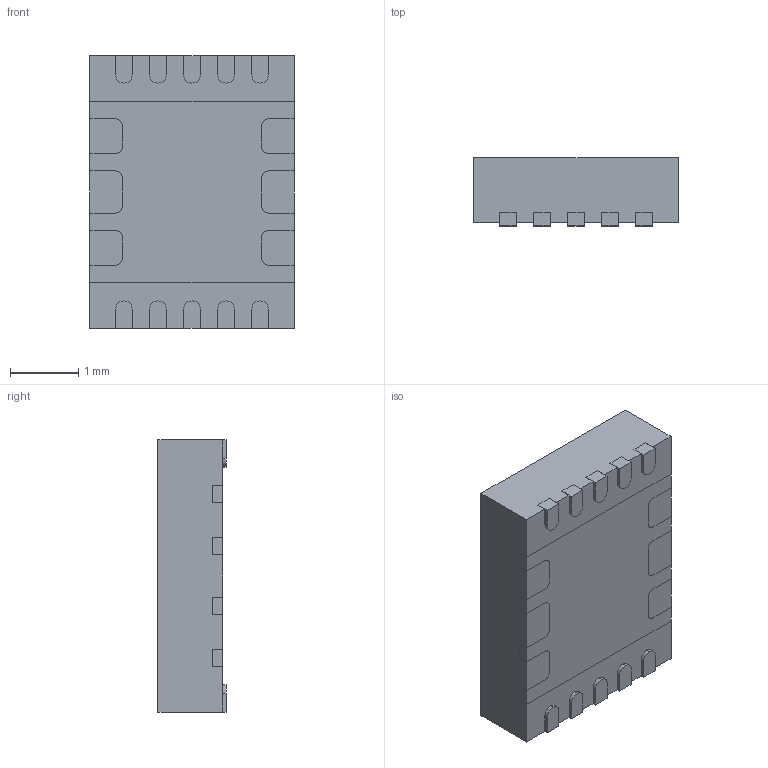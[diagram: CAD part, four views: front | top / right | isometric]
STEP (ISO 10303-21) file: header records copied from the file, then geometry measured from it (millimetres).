
FILE_DESCRIPTION (( 'STEP AP214' ), '1' );
FILE_NAME ('DRK10.STEP', '2024-01-24T10:43:38', ( '' ), ( '' ), 'SwSTEP 2.0', 'SolidWorks 2021', '' );
FILE_SCHEMA (( 'AUTOMOTIVE_DESIGN' ));
Length unit declared in the file: millimetre
Products named in the file (1): DRK10
Bounding box: 3 x 1 x 4 mm (x, y, z)
Volume: 11.4 mm3; surface area: 60.1 mm2
Topology: 13 solids, 13 shells, 205 faces, 534 edges, 356 vertices
Faces by surface type: plane 147, cylinder 58
Entity records: 6406 total; most frequent: CARTESIAN_POINT 1096, ORIENTED_EDGE 1068, DIRECTION 1062, EDGE_CURVE 534, VECTOR 418, LINE 418, VERTEX_POINT 356, AXIS2_PLACEMENT_3D 322
